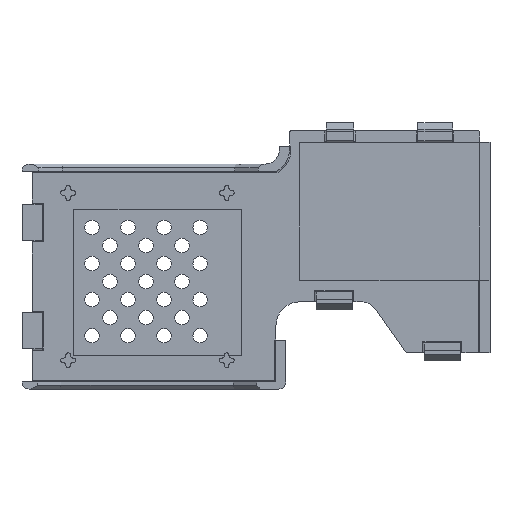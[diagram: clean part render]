
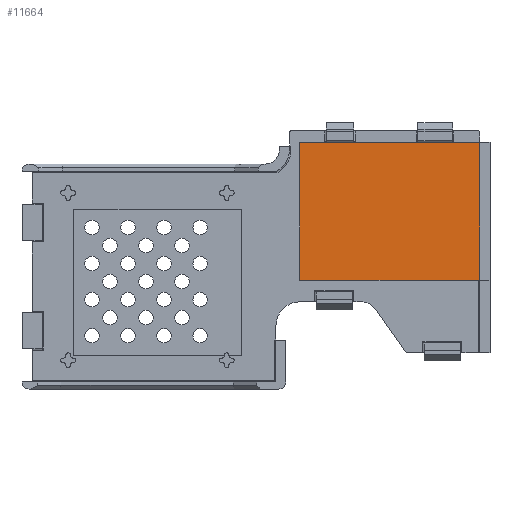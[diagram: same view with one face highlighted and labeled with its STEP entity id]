
A CAD part, front view. The second image highlights one B-rep face of the part: STEP entity #11664.
In plain terms, the highlighted planar face has unit normal (0, -1, 0).
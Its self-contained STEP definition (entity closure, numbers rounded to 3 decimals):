
#2662=DIRECTION('',(0.,0.,1.));
#2663=VECTOR('',#2662,19.13);
#2664=CARTESIAN_POINT('',(46.15,3.19,-0.53));
#2665=LINE('',#2664,#2663);
#2669=DIRECTION('',(1.,0.,0.));
#2670=VECTOR('',#2669,25.);
#2671=CARTESIAN_POINT('',(21.15,3.19,-0.53));
#2672=LINE('',#2671,#2670);
#2676=DIRECTION('',(0.,0.,-1.));
#2677=VECTOR('',#2676,19.13);
#2678=CARTESIAN_POINT('',(21.15,3.19,18.6));
#2679=LINE('',#2678,#2677);
#2683=DIRECTION('',(-1.,0.,0.));
#2684=VECTOR('',#2683,24.98);
#2685=CARTESIAN_POINT('',(46.13,3.19,18.6));
#2686=LINE('',#2685,#2684);
#2690=DIRECTION('',(-1.,0.,0.));
#2691=VECTOR('',#2690,0.02);
#2692=CARTESIAN_POINT('',(46.15,3.19,18.6));
#2693=LINE('',#2692,#2691);
#10625=CARTESIAN_POINT('',(21.15,3.19,18.6));
#10626=CARTESIAN_POINT('',(21.15,3.19,-0.53));
#10627=VERTEX_POINT('',#10625);
#10628=VERTEX_POINT('',#10626);
#10629=CARTESIAN_POINT('',(46.15,3.19,-0.53));
#10630=VERTEX_POINT('',#10629);
#11047=CARTESIAN_POINT('',(46.15,3.19,18.6));
#11048=CARTESIAN_POINT('',(46.13,3.19,18.6));
#11049=VERTEX_POINT('',#11047);
#11050=VERTEX_POINT('',#11048);
#11647=CARTESIAN_POINT('',(0.,3.19,0.));
#11648=DIRECTION('',(0.,-1.,0.));
#11649=DIRECTION('',(1.,0.,0.));
#11650=AXIS2_PLACEMENT_3D('',#11647,#11648,#11649);
#11651=PLANE('',#11650);
#11653=ORIENTED_EDGE('',*,*,#11652,.F.);
#11655=ORIENTED_EDGE('',*,*,#11654,.F.);
#11657=ORIENTED_EDGE('',*,*,#11656,.F.);
#11659=ORIENTED_EDGE('',*,*,#11658,.F.);
#11661=ORIENTED_EDGE('',*,*,#11660,.F.);
#11662=EDGE_LOOP('',(#11653,#11655,#11657,#11659,#11661));
#11663=FACE_OUTER_BOUND('',#11662,.F.);
#11652=EDGE_CURVE('',#10630,#11049,#2665,.T.);
#11654=EDGE_CURVE('',#10628,#10630,#2672,.T.);
#11656=EDGE_CURVE('',#10627,#10628,#2679,.T.);
#11658=EDGE_CURVE('',#11050,#10627,#2686,.T.);
#11660=EDGE_CURVE('',#11049,#11050,#2693,.T.);
#11664=ADVANCED_FACE('',(#11663),#11651,.T.);
